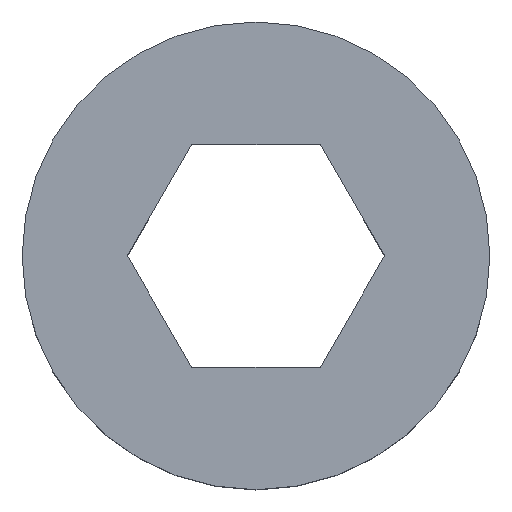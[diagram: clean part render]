
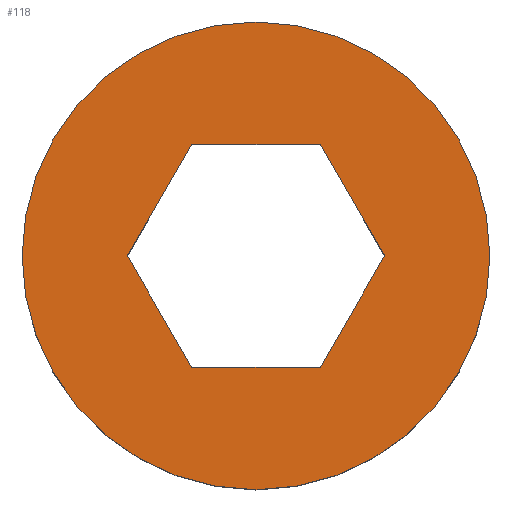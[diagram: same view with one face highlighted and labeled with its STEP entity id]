
A CAD part, top view. The second image highlights one B-rep face of the part: STEP entity #118.
In plain terms, the highlighted planar face has unit normal (0, 0, 1).
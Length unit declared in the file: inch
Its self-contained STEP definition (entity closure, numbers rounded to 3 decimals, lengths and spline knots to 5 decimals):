
#1 = CARTESIAN_POINT ( 'NONE',  ( 0.21651, 0., 0.25 ) ) ;
#3 = VERTEX_POINT ( 'NONE', #210 ) ;
#4 = VERTEX_POINT ( 'NONE', #180 ) ;
#6 = ORIENTED_EDGE ( 'NONE', *, *, #249, .F. ) ;
#8 = VERTEX_POINT ( 'NONE', #216 ) ;
#10 = ORIENTED_EDGE ( 'NONE', *, *, #250, .F. ) ;
#18 = ORIENTED_EDGE ( 'NONE', *, *, #203, .F. ) ;
#25 = CARTESIAN_POINT ( 'NONE',  ( 0., 0., 0.25 ) ) ;
#29 = VECTOR ( 'NONE', #134, 39.37008 ) ;
#35 = EDGE_LOOP ( 'NONE', ( #6, #86, #146, #10, #87, #18 ) ) ;
#46 = CARTESIAN_POINT ( 'NONE',  ( -0.21651, 0., 0.25 ) ) ;
#59 = AXIS2_PLACEMENT_3D ( 'NONE', #25, #246, #141 ) ;
#61 = EDGE_LOOP ( 'NONE', ( #119 ) ) ;
#67 = VERTEX_POINT ( 'NONE', #188 ) ;
#68 = DIRECTION ( 'NONE',  ( -0.5, -0.866, 0. ) ) ;
#70 = CARTESIAN_POINT ( 'NONE',  ( 0.3937, 0., 0.25 ) ) ;
#71 = VERTEX_POINT ( 'NONE', #108 ) ;
#74 = DIRECTION ( 'NONE',  ( -1., 0., 0. ) ) ;
#86 = ORIENTED_EDGE ( 'NONE', *, *, #190, .F. ) ;
#87 = ORIENTED_EDGE ( 'NONE', *, *, #242, .F. ) ;
#99 = FACE_OUTER_BOUND ( 'NONE', #61, .T. ) ;
#101 = DIRECTION ( 'NONE',  ( -0.5, 0.866, 0. ) ) ;
#102 = FACE_BOUND ( 'NONE', #35, .T. ) ;
#105 = CARTESIAN_POINT ( 'NONE',  ( -0.10825, -0.1875, 0.25 ) ) ;
#108 = CARTESIAN_POINT ( 'NONE',  ( 0.10825, 0.1875, 0.25 ) ) ;
#109 = CARTESIAN_POINT ( 'NONE',  ( -0.10825, 0.1875, 0.25 ) ) ;
#118 = ADVANCED_FACE ( 'NONE', ( #99, #102 ), #120, .T. ) ;
#119 = ORIENTED_EDGE ( 'NONE', *, *, #230, .T. ) ;
#120 = PLANE ( 'NONE',  #181 ) ;
#121 = LINE ( 'NONE', #105, #154 ) ;
#134 = DIRECTION ( 'NONE',  ( 0.5, -0.866, 0. ) ) ;
#139 = VECTOR ( 'NONE', #74, 39.37008 ) ;
#141 = DIRECTION ( 'NONE',  ( 1., 0., 0. ) ) ;
#144 = LINE ( 'NONE', #228, #160 ) ;
#146 = ORIENTED_EDGE ( 'NONE', *, *, #178, .F. ) ;
#147 = DIRECTION ( 'NONE',  ( 1., 0., 0. ) ) ;
#152 = CIRCLE ( 'NONE', #59, 0.3937 ) ;
#154 = VECTOR ( 'NONE', #283, 39.37008 ) ;
#160 = VECTOR ( 'NONE', #233, 39.37008 ) ;
#164 = LINE ( 'NONE', #205, #139 ) ;
#178 = EDGE_CURVE ( 'NONE', #225, #8, #121, .T. ) ;
#180 = CARTESIAN_POINT ( 'NONE',  ( -0.21651, 0., 0.25 ) ) ;
#181 = AXIS2_PLACEMENT_3D ( 'NONE', #294, #300, #147 ) ;
#188 = CARTESIAN_POINT ( 'NONE',  ( -0.10825, 0.1875, 0.25 ) ) ;
#190 = EDGE_CURVE ( 'NONE', #8, #3, #144, .T. ) ;
#196 = LINE ( 'NONE', #109, #255 ) ;
#203 = EDGE_CURVE ( 'NONE', #71, #67, #164, .T. ) ;
#205 = CARTESIAN_POINT ( 'NONE',  ( 0.10825, 0.1875, 0.25 ) ) ;
#206 = LINE ( 'NONE', #46, #29 ) ;
#210 = CARTESIAN_POINT ( 'NONE',  ( 0.21651, 0., 0.25 ) ) ;
#216 = CARTESIAN_POINT ( 'NONE',  ( 0.10825, -0.1875, 0.25 ) ) ;
#225 = VERTEX_POINT ( 'NONE', #280 ) ;
#228 = CARTESIAN_POINT ( 'NONE',  ( 0.10825, -0.1875, 0.25 ) ) ;
#230 = EDGE_CURVE ( 'NONE', #260, #260, #152, .T. ) ;
#233 = DIRECTION ( 'NONE',  ( 0.5, 0.866, 0. ) ) ;
#242 = EDGE_CURVE ( 'NONE', #67, #4, #196, .T. ) ;
#246 = DIRECTION ( 'NONE',  ( 0., 0., 1. ) ) ;
#249 = EDGE_CURVE ( 'NONE', #3, #71, #284, .T. ) ;
#250 = EDGE_CURVE ( 'NONE', #4, #225, #206, .T. ) ;
#255 = VECTOR ( 'NONE', #68, 39.37008 ) ;
#259 = VECTOR ( 'NONE', #101, 39.37008 ) ;
#260 = VERTEX_POINT ( 'NONE', #70 ) ;
#280 = CARTESIAN_POINT ( 'NONE',  ( -0.10825, -0.1875, 0.25 ) ) ;
#283 = DIRECTION ( 'NONE',  ( 1., 0., 0. ) ) ;
#284 = LINE ( 'NONE', #1, #259 ) ;
#294 = CARTESIAN_POINT ( 'NONE',  ( 0., 0., 0.25 ) ) ;
#300 = DIRECTION ( 'NONE',  ( 0., 0., 1. ) ) ;
